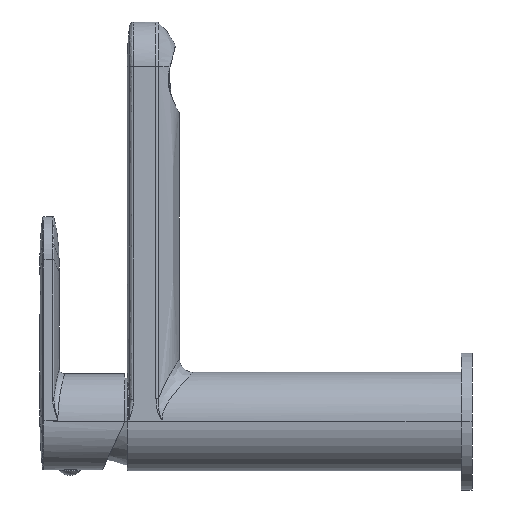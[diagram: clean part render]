
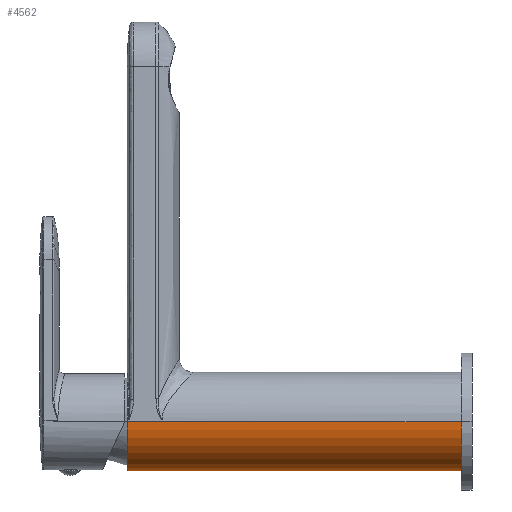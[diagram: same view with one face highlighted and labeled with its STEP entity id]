
A CAD part, left-side view. The second image highlights one B-rep face of the part: STEP entity #4562.
In plain terms, the highlighted cylindrical face has radius 18 mm (diameter 36 mm), a partial arc.
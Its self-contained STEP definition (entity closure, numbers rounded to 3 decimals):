
#964=CARTESIAN_POINT('',(0.,0.,0.));
#965=DIRECTION('',(0.,1.,0.));
#966=DIRECTION('',(1.,0.,0.));
#967=AXIS2_PLACEMENT_3D('',#964,#965,#966);
#969=DIRECTION('',(0.,1.,0.));
#970=VECTOR('',#969,122.);
#971=CARTESIAN_POINT('',(18.,0.,0.));
#972=LINE('',#971,#970);
#973=CARTESIAN_POINT('',(0.,122.,0.));
#974=DIRECTION('',(0.,1.,0.));
#975=DIRECTION('',(1.,0.,0.));
#976=AXIS2_PLACEMENT_3D('',#973,#974,#975);
#1011=DIRECTION('',(0.,1.,0.));
#1012=VECTOR('',#1011,122.);
#1013=CARTESIAN_POINT('',(-18.,0.,0.));
#1014=LINE('',#1013,#1012);
#1991=CARTESIAN_POINT('',(18.,122.,0.));
#1992=CARTESIAN_POINT('',(-18.,122.,0.));
#1993=VERTEX_POINT('',#1991);
#1994=VERTEX_POINT('',#1992);
#2158=CARTESIAN_POINT('',(18.,0.,0.));
#2159=CARTESIAN_POINT('',(-18.,0.,0.));
#2160=VERTEX_POINT('',#2158);
#2161=VERTEX_POINT('',#2159);
#4548=CARTESIAN_POINT('',(0.,-1.5,0.));
#4549=DIRECTION('',(0.,1.,0.));
#4550=DIRECTION('',(1.,0.,0.));
#4551=AXIS2_PLACEMENT_3D('',#4548,#4549,#4550);
#4552=CYLINDRICAL_SURFACE('',#4551,18.);
#4554=ORIENTED_EDGE('',*,*,#4553,.F.);
#4556=ORIENTED_EDGE('',*,*,#4555,.T.);
#4557=ORIENTED_EDGE('',*,*,#4518,.T.);
#4559=ORIENTED_EDGE('',*,*,#4558,.F.);
#4560=EDGE_LOOP('',(#4554,#4556,#4557,#4559));
#4561=FACE_OUTER_BOUND('',#4560,.F.);
#4562=ADVANCED_FACE('',(#4561),#4552,.T.);
#968=CIRCLE('',#967,18.);
#977=CIRCLE('',#976,18.);
#4518=EDGE_CURVE('',#1993,#1994,#977,.T.);
#4553=EDGE_CURVE('',#2160,#2161,#968,.T.);
#4555=EDGE_CURVE('',#2160,#1993,#972,.T.);
#4558=EDGE_CURVE('',#2161,#1994,#1014,.T.);
